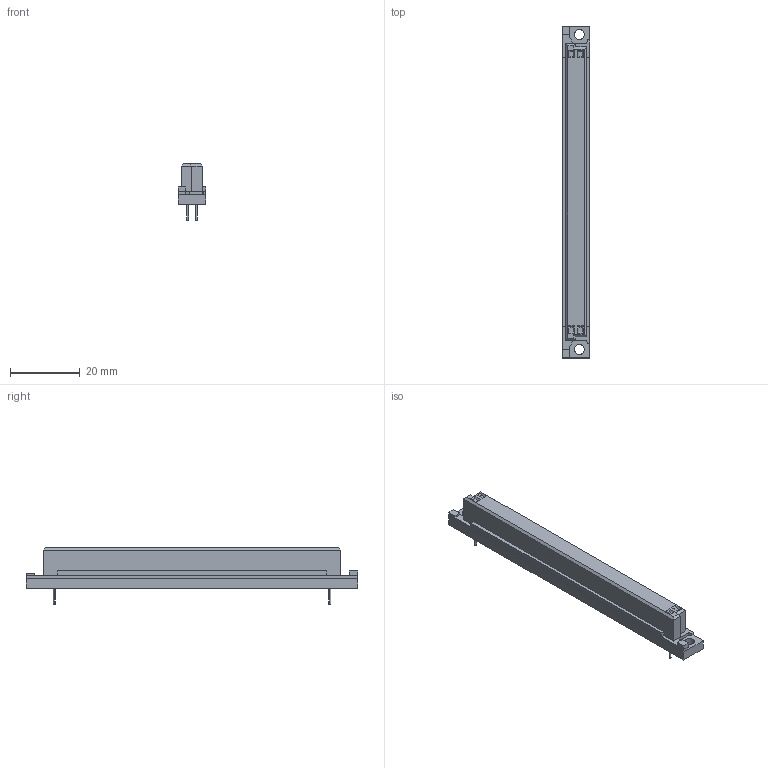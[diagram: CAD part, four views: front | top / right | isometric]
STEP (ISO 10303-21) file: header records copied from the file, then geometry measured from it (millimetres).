
FILE_DESCRIPTION((''),'2;1');
FILE_NAME('HARTING_09 02 264 6850.stp','2012-03-28T17:05:39',(''),(''),'Mechanical Desktop 2011','Mechanical Desktop 2011',', , ');
FILE_SCHEMA(('AUTOMOTIVE_DESIGN { 1 2 10303 214 1 1 1 1 }'));
Length unit declared in the file: millimetre
Products named in the file (1): Product
Bounding box: 8 x 94.9 x 16.1 mm (x, y, z)
Volume: 6881.5 mm3; surface area: 6897.3 mm2
Topology: 11 solids, 11 shells, 104 faces, 226 edges, 148 vertices
Faces by surface type: plane 92, cylinder 12
Entity records: 2833 total; most frequent: CARTESIAN_POINT 479, DIRECTION 460, ORIENTED_EDGE 452, EDGE_CURVE 226, VECTOR 202, LINE 202, VERTEX_POINT 148, AXIS2_PLACEMENT_3D 129
